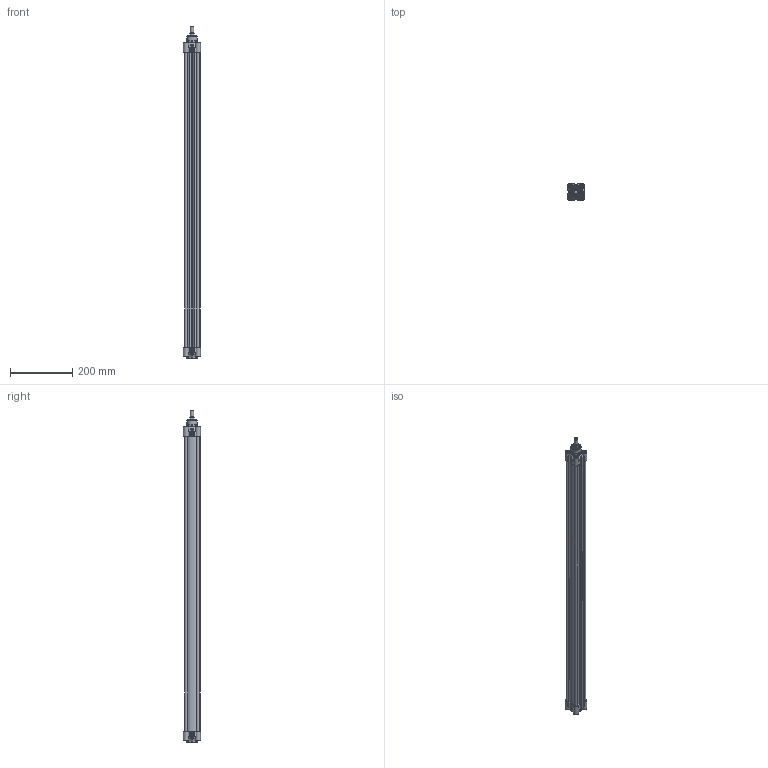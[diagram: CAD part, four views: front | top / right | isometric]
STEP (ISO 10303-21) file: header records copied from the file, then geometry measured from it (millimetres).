
FILE_DESCRIPTION((''),'2;1');
FILE_NAME('HDM040.900.GS.M.stp','2013-12-20T16:17:00',('carlo.corazza'),(''),'Autodesk Inventor 2012','Autodesk Inventor 2012','');
FILE_SCHEMA(('AUTOMOTIVE_DESIGN { 1 0 10303 214 1 1 1 1 }'));
Length unit declared in the file: millimetre
Products named in the file (5): HDM040..GS.M; TP; TA; CORPO-900; STELO-900
Assembly tree (4 placements, depth 2):
  HDM040..GS.M
    TP
    TA
    CORPO-900
    STELO-900
Bounding box: 54.5 x 54.5 x 1063 mm (x, y, z)
Volume: 898929.1 mm3; surface area: 527439.3 mm2
Topology: 6 solids, 17 shells, 854 faces, 2014 edges, 1271 vertices
Faces by surface type: plane 350, cylinder 189, bspline 122, torus 87, cone 82, sphere 18, revolution 6
Full cylindrical faces by diameter (mm): 2.5 x2, 2.9 x2, 4.8 x2, 4.917 x8, 5.25 x2, 5.4 x4, 6 x8, 6.2 x8, 7 x2, 8.3 x2, 9.8 x4, 9.9 x2, 10 x14, 10.3 x8, 11.445 x2, 12 x1, 15.5 x1, 16 x1, 16.8 x1, 16.847 x1, 20 x1, 21 x2, 26 x3, 28 x2, 33 x1, 35 x2, 40 x1
Entity records: 26358 total; most frequent: CARTESIAN_POINT 7282, DIRECTION 3566, ORIENTED_EDGE 3472, EDGE_CURVE 1736, AXIS2_PLACEMENT_3D 1365, VERTEX_POINT 1216, EDGE_LOOP 1194, STYLED_ITEM 858
